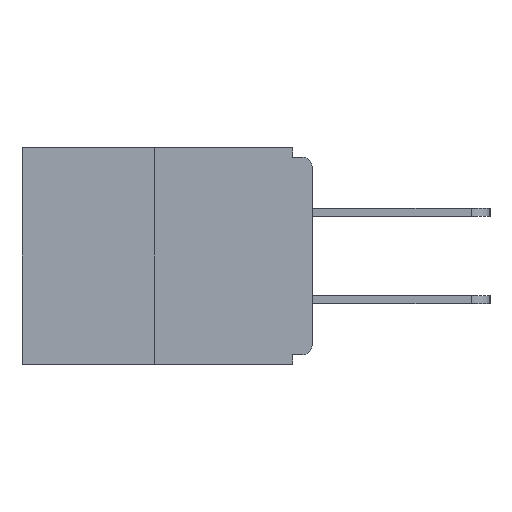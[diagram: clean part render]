
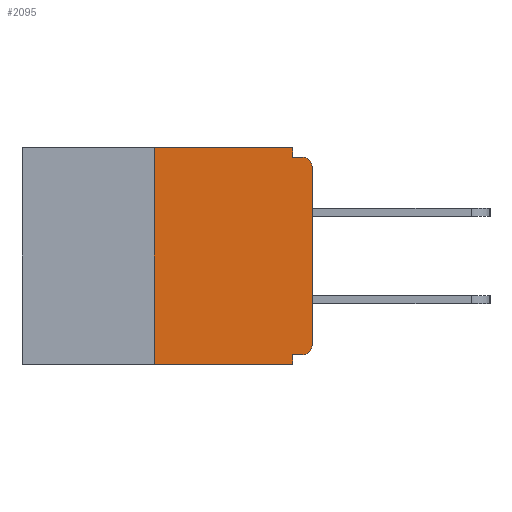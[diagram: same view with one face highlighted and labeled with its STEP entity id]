
A CAD part, left-side view. The second image highlights one B-rep face of the part: STEP entity #2095.
In plain terms, the highlighted planar face has unit normal (-1, 0, 0).
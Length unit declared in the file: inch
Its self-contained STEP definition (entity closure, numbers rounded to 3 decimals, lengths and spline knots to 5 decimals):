
#38 = DIRECTION ( 'NONE',  ( 0., 0., -1. ) ) ;
#140 = VECTOR ( 'NONE', #5511, 39.37008 ) ;
#358 = ORIENTED_EDGE ( 'NONE', *, *, #8674, .T. ) ;
#749 = CARTESIAN_POINT ( 'NONE',  ( 0., 0.031, 0. ) ) ;
#810 = CARTESIAN_POINT ( 'NONE',  ( 0., 0.015, -0.328 ) ) ;
#841 = VERTEX_POINT ( 'NONE', #9583 ) ;
#848 = EDGE_CURVE ( 'NONE', #4450, #3961, #2032, .T. ) ;
#897 = CARTESIAN_POINT ( 'NONE',  ( 0., 0.031, -0.328 ) ) ;
#1086 = AXIS2_PLACEMENT_3D ( 'NONE', #12225, #11353, #12272 ) ;
#1122 = CIRCLE ( 'NONE', #7581, 0.015 ) ;
#1289 = CARTESIAN_POINT ( 'NONE',  ( 0., 0., 0. ) ) ;
#1557 = VECTOR ( 'NONE', #2165, 39.37008 ) ;
#1823 = CARTESIAN_POINT ( 'NONE',  ( 0., 0., -0.328 ) ) ;
#1923 = EDGE_CURVE ( 'NONE', #2505, #8107, #7157, .T. ) ;
#2012 = LINE ( 'NONE', #1289, #2896 ) ;
#2032 = LINE ( 'NONE', #6600, #9717 ) ;
#2095 = ADVANCED_FACE ( 'NONE', ( #2434 ), #5186, .F. ) ;
#2165 = DIRECTION ( 'NONE',  ( 0., 0., 1. ) ) ;
#2176 = LINE ( 'NONE', #1823, #3363 ) ;
#2250 = CARTESIAN_POINT ( 'NONE',  ( 0., 0.25, 0. ) ) ;
#2358 = CARTESIAN_POINT ( 'NONE',  ( 0., 0.46, -0.343 ) ) ;
#2399 = DIRECTION ( 'NONE',  ( 0., -1., 0. ) ) ;
#2434 = FACE_OUTER_BOUND ( 'NONE', #11724, .T. ) ;
#2505 = VERTEX_POINT ( 'NONE', #10492 ) ;
#2536 = DIRECTION ( 'NONE',  ( 0., -1., 0. ) ) ;
#2896 = VECTOR ( 'NONE', #8637, 39.37008 ) ;
#2925 = VERTEX_POINT ( 'NONE', #11202 ) ;
#3083 = DIRECTION ( 'NONE',  ( -1., 0., 0. ) ) ;
#3218 = VECTOR ( 'NONE', #2536, 39.37008 ) ;
#3225 = CARTESIAN_POINT ( 'NONE',  ( 0., 0.031, -0.343 ) ) ;
#3257 = CARTESIAN_POINT ( 'NONE',  ( 0., 0., -0.015 ) ) ;
#3363 = VECTOR ( 'NONE', #7287, 39.37008 ) ;
#3919 = ORIENTED_EDGE ( 'NONE', *, *, #5306, .F. ) ;
#3961 = VERTEX_POINT ( 'NONE', #3225 ) ;
#4159 = EDGE_CURVE ( 'NONE', #8107, #4195, #8239, .T. ) ;
#4195 = VERTEX_POINT ( 'NONE', #9852 ) ;
#4299 = DIRECTION ( 'NONE',  ( 0., -1., 0. ) ) ;
#4450 = VERTEX_POINT ( 'NONE', #897 ) ;
#4674 = ORIENTED_EDGE ( 'NONE', *, *, #9112, .F. ) ;
#4814 = VECTOR ( 'NONE', #4299, 39.37008 ) ;
#4863 = EDGE_CURVE ( 'NONE', #2925, #841, #1122, .T. ) ;
#4883 = EDGE_CURVE ( 'NONE', #5067, #2925, #2012, .T. ) ;
#4952 = EDGE_CURVE ( 'NONE', #2505, #3961, #11357, .T. ) ;
#5067 = VERTEX_POINT ( 'NONE', #11270 ) ;
#5186 = PLANE ( 'NONE',  #1086 ) ;
#5306 = EDGE_CURVE ( 'NONE', #6534, #841, #12242, .T. ) ;
#5511 = DIRECTION ( 'NONE',  ( 0., 0., -1. ) ) ;
#5718 = DIRECTION ( 'NONE',  ( 0., 0., -1. ) ) ;
#5845 = ORIENTED_EDGE ( 'NONE', *, *, #4883, .T. ) ;
#6534 = VERTEX_POINT ( 'NONE', #8392 ) ;
#6600 = CARTESIAN_POINT ( 'NONE',  ( 0., 0.031, -0.343 ) ) ;
#6693 = CARTESIAN_POINT ( 'NONE',  ( 0., 0.015, -0.313 ) ) ;
#7057 = VERTEX_POINT ( 'NONE', #810 ) ;
#7157 = LINE ( 'NONE', #2250, #1557 ) ;
#7287 = DIRECTION ( 'NONE',  ( 0., 1., 0. ) ) ;
#7324 = VECTOR ( 'NONE', #2399, 39.37008 ) ;
#7581 = AXIS2_PLACEMENT_3D ( 'NONE', #9493, #10432, #5718 ) ;
#7768 = ORIENTED_EDGE ( 'NONE', *, *, #4863, .T. ) ;
#8107 = VERTEX_POINT ( 'NONE', #9079 ) ;
#8188 = CARTESIAN_POINT ( 'NONE',  ( 0., 0.46, 0. ) ) ;
#8239 = LINE ( 'NONE', #8188, #3218 ) ;
#8392 = CARTESIAN_POINT ( 'NONE',  ( 0., 0.031, -0.015 ) ) ;
#8581 = ORIENTED_EDGE ( 'NONE', *, *, #4159, .F. ) ;
#8637 = DIRECTION ( 'NONE',  ( 0., 0., 1. ) ) ;
#8656 = ORIENTED_EDGE ( 'NONE', *, *, #4952, .T. ) ;
#8674 = EDGE_CURVE ( 'NONE', #7057, #5067, #9581, .T. ) ;
#9079 = CARTESIAN_POINT ( 'NONE',  ( 0., 0.25, 0. ) ) ;
#9112 = EDGE_CURVE ( 'NONE', #7057, #4450, #2176, .T. ) ;
#9493 = CARTESIAN_POINT ( 'NONE',  ( 0., 0.015, -0.03 ) ) ;
#9581 = CIRCLE ( 'NONE', #10332, 0.015 ) ;
#9583 = CARTESIAN_POINT ( 'NONE',  ( 0., 0.015, -0.015 ) ) ;
#9717 = VECTOR ( 'NONE', #38, 39.37008 ) ;
#9852 = CARTESIAN_POINT ( 'NONE',  ( 0., 0.031, 0. ) ) ;
#10218 = LINE ( 'NONE', #749, #140 ) ;
#10332 = AXIS2_PLACEMENT_3D ( 'NONE', #6693, #3083, #11577 ) ;
#10432 = DIRECTION ( 'NONE',  ( -1., 0., 0. ) ) ;
#10442 = ORIENTED_EDGE ( 'NONE', *, *, #11963, .F. ) ;
#10492 = CARTESIAN_POINT ( 'NONE',  ( 0., 0.25, -0.343 ) ) ;
#11202 = CARTESIAN_POINT ( 'NONE',  ( 0., 0., -0.03 ) ) ;
#11270 = CARTESIAN_POINT ( 'NONE',  ( 0., 0., -0.313 ) ) ;
#11353 = DIRECTION ( 'NONE',  ( 1., 0., 0. ) ) ;
#11357 = LINE ( 'NONE', #2358, #7324 ) ;
#11411 = ORIENTED_EDGE ( 'NONE', *, *, #848, .F. ) ;
#11573 = ORIENTED_EDGE ( 'NONE', *, *, #1923, .F. ) ;
#11577 = DIRECTION ( 'NONE',  ( 0., 0., -1. ) ) ;
#11724 = EDGE_LOOP ( 'NONE', ( #8581, #11573, #8656, #11411, #4674, #358, #5845, #7768, #3919, #10442 ) ) ;
#11963 = EDGE_CURVE ( 'NONE', #4195, #6534, #10218, .T. ) ;
#12225 = CARTESIAN_POINT ( 'NONE',  ( 0., 0.46, 0. ) ) ;
#12242 = LINE ( 'NONE', #3257, #4814 ) ;
#12272 = DIRECTION ( 'NONE',  ( 0., 0., -1. ) ) ;
